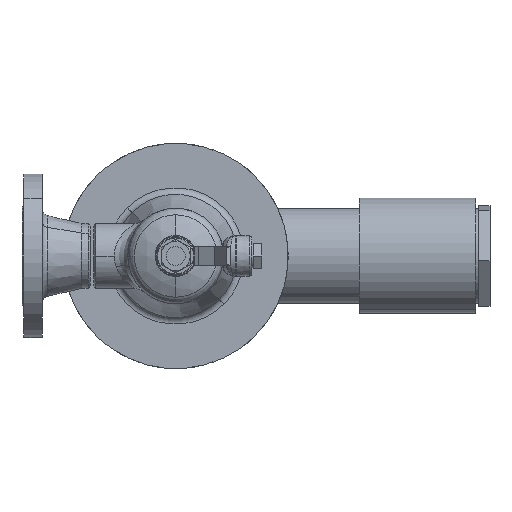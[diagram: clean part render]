
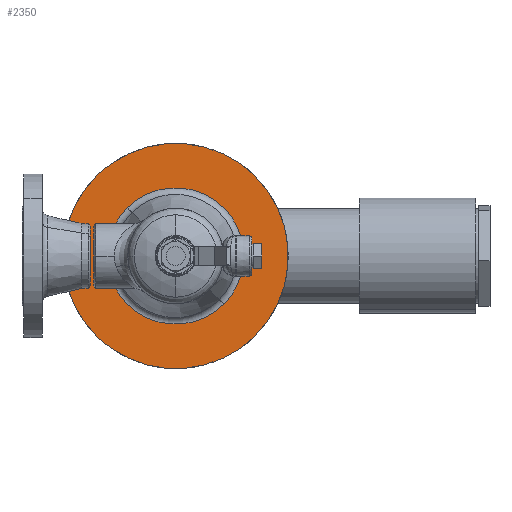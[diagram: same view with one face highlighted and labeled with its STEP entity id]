
A CAD part, front view. The second image highlights one B-rep face of the part: STEP entity #2350.
In plain terms, the highlighted planar face has unit normal (0, -1, 0).
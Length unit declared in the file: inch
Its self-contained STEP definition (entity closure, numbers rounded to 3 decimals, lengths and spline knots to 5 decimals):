
#15 = CARTESIAN_POINT ( 'NONE',  ( 0., -2.625, 0. ) ) ;
#312 = DIRECTION ( 'NONE',  ( 0., 1., 0. ) ) ;
#482 = CARTESIAN_POINT ( 'NONE',  ( 2.91682, -2.625, -2.91682 ) ) ;
#839 = AXIS2_PLACEMENT_3D ( 'NONE', #2167, #13615, #11138 ) ;
#870 = DIRECTION ( 'NONE',  ( -0.707, 0., 0.707 ) ) ;
#1766 = CARTESIAN_POINT ( 'NONE',  ( -1.76522, -2.625, 1.76522 ) ) ;
#2167 = CARTESIAN_POINT ( 'NONE',  ( 0., -2.625, 0. ) ) ;
#2350 = ADVANCED_FACE ( 'NONE', ( #5915, #5714 ), #7362, .T. ) ;
#2351 = ORIENTED_EDGE ( 'NONE', *, *, #5289, .T. ) ;
#2762 = CARTESIAN_POINT ( 'NONE',  ( 0., -2.625, 0. ) ) ;
#2927 = EDGE_LOOP ( 'NONE', ( #3336, #3086 ) ) ;
#3086 = ORIENTED_EDGE ( 'NONE', *, *, #15118, .T. ) ;
#3336 = ORIENTED_EDGE ( 'NONE', *, *, #10729, .T. ) ;
#3828 = AXIS2_PLACEMENT_3D ( 'NONE', #6018, #4568, #870 ) ;
#3969 = DIRECTION ( 'NONE',  ( 0., 1., 0. ) ) ;
#4219 = VERTEX_POINT ( 'NONE', #12679 ) ;
#4568 = DIRECTION ( 'NONE',  ( 0., -1., 0. ) ) ;
#4636 = AXIS2_PLACEMENT_3D ( 'NONE', #2762, #14316, #8021 ) ;
#5035 = ORIENTED_EDGE ( 'NONE', *, *, #9420, .T. ) ;
#5289 = EDGE_CURVE ( 'NONE', #4219, #5929, #8297, .T. ) ;
#5714 = FACE_OUTER_BOUND ( 'NONE', #2927, .T. ) ;
#5915 = FACE_BOUND ( 'NONE', #6900, .T. ) ;
#5929 = VERTEX_POINT ( 'NONE', #1766 ) ;
#6018 = CARTESIAN_POINT ( 'NONE',  ( 0., -2.625, 0. ) ) ;
#6900 = EDGE_LOOP ( 'NONE', ( #5035, #2351 ) ) ;
#7362 = PLANE ( 'NONE',  #3828 ) ;
#8000 = CARTESIAN_POINT ( 'NONE',  ( 0., -2.625, 0. ) ) ;
#8021 = DIRECTION ( 'NONE',  ( -0.707, 0., 0.707 ) ) ;
#8297 = CIRCLE ( 'NONE', #12693, 2.4964 ) ;
#9196 = CIRCLE ( 'NONE', #839, 4.125 ) ;
#9420 = EDGE_CURVE ( 'NONE', #5929, #4219, #11628, .T. ) ;
#10444 = DIRECTION ( 'NONE',  ( -0.707, 0., 0.707 ) ) ;
#10729 = EDGE_CURVE ( 'NONE', #11629, #15218, #9196, .T. ) ;
#11138 = DIRECTION ( 'NONE',  ( -0.707, 0., 0.707 ) ) ;
#11604 = CIRCLE ( 'NONE', #4636, 4.125 ) ;
#11628 = CIRCLE ( 'NONE', #14176, 2.4964 ) ;
#11629 = VERTEX_POINT ( 'NONE', #15693 ) ;
#12679 = CARTESIAN_POINT ( 'NONE',  ( 1.76522, -2.625, -1.76522 ) ) ;
#12693 = AXIS2_PLACEMENT_3D ( 'NONE', #15, #3969, #10444 ) ;
#13615 = DIRECTION ( 'NONE',  ( 0., -1., 0. ) ) ;
#14176 = AXIS2_PLACEMENT_3D ( 'NONE', #8000, #312, #14630 ) ;
#14316 = DIRECTION ( 'NONE',  ( 0., -1., 0. ) ) ;
#14630 = DIRECTION ( 'NONE',  ( -0.707, 0., 0.707 ) ) ;
#15118 = EDGE_CURVE ( 'NONE', #15218, #11629, #11604, .T. ) ;
#15218 = VERTEX_POINT ( 'NONE', #482 ) ;
#15693 = CARTESIAN_POINT ( 'NONE',  ( -2.91682, -2.625, 2.91682 ) ) ;
